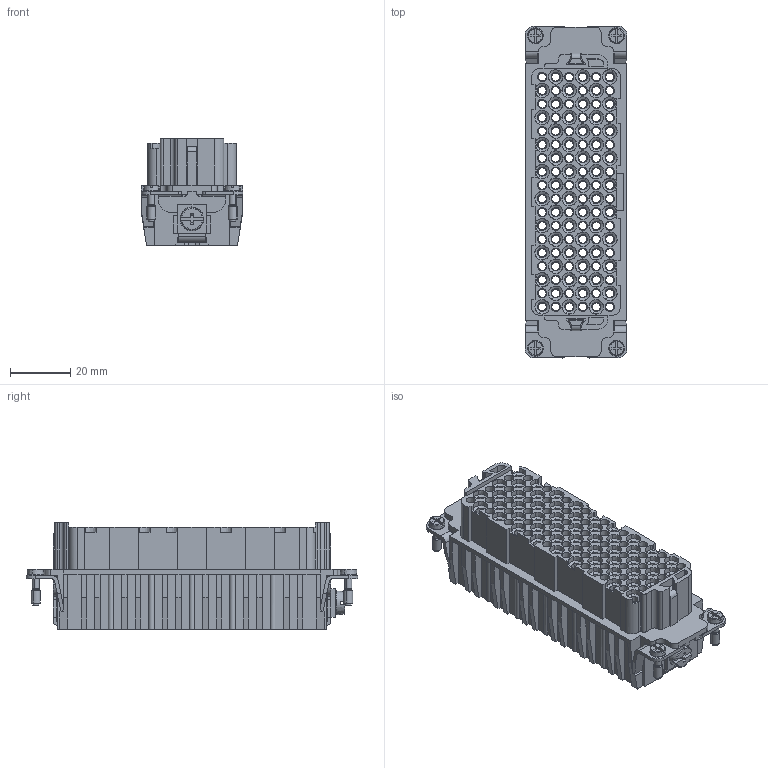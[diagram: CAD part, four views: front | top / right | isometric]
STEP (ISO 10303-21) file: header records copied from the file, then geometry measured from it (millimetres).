
FILE_DESCRIPTION(('CATIA V5 STEP Exchange','CAx-IF Rec.Pracs.--- Model Styling and Organization---1.4--- 2014-01-23'),'2;1');
FILE_NAME ('13439838_3', '2019-10-25T08:25:17+00:00', ('none'), ('Weidmueller'), 'CATIA Version 5-6 Release 2016 SP3 HF44', 'CATIA V5 STEP AP214', 'none');
FILE_SCHEMA(('AUTOMOTIVE_DESIGN { 1 0 10303 214 1 1 1 1 }'));
Products named in the file (1): 1651220000
Bounding box: 33.9 x 110.5 x 35.5 mm (x, y, z)
Volume: 52957.4 mm3; surface area: 62740.3 mm2
Topology: 1 solids, 4 shells, 2300 faces, 5810 edges, 3723 vertices
Faces by surface type: plane 915, cylinder 838, cone 471, torus 68, bspline 8
Entity records: 69237 total; most frequent: CARTESIAN_POINT 17318, ORIENTED_EDGE 11620, DIRECTION 8554, EDGE_CURVE 5810, AXIS2_PLACEMENT_3D 3830, VERTEX_POINT 3723, VECTOR 3095, LINE 3095
